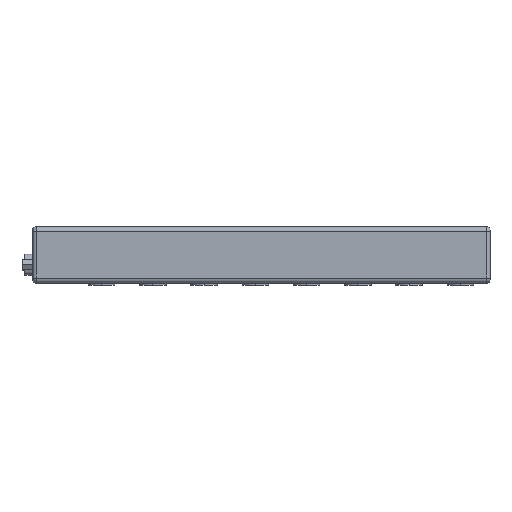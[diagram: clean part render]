
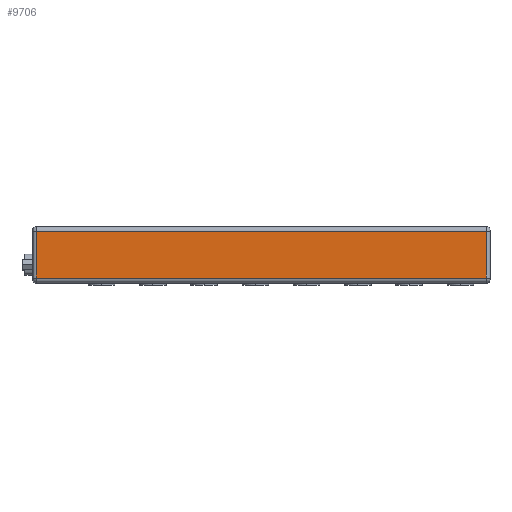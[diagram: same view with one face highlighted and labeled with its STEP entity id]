
A CAD part, top view. The second image highlights one B-rep face of the part: STEP entity #9706.
In plain terms, the highlighted planar face has unit normal (0, 0, 1).
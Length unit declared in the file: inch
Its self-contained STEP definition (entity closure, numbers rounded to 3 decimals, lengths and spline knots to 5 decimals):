
#659 = ORIENTED_EDGE ( 'NONE', *, *, #9593, .F. ) ;
#667 = CARTESIAN_POINT ( 'NONE',  ( 8.084, 0.91, 0. ) ) ;
#1004 = CARTESIAN_POINT ( 'NONE',  ( 8.0215, 0.09, 0. ) ) ;
#1061 = LINE ( 'NONE', #2230, #9105 ) ;
#1549 = VECTOR ( 'NONE', #10376, 39.37008 ) ;
#1843 = ORIENTED_EDGE ( 'NONE', *, *, #8550, .T. ) ;
#1895 = CARTESIAN_POINT ( 'NONE',  ( 0.0625, 0.09, 0. ) ) ;
#2230 = CARTESIAN_POINT ( 'NONE',  ( 0.0625, 0.09, 0. ) ) ;
#3141 = DIRECTION ( 'NONE',  ( -1., 0., 0. ) ) ;
#3518 = LINE ( 'NONE', #667, #5470 ) ;
#3858 = FACE_OUTER_BOUND ( 'NONE', #8396, .T. ) ;
#4424 = VECTOR ( 'NONE', #4924, 39.37008 ) ;
#4748 = ORIENTED_EDGE ( 'NONE', *, *, #8651, .T. ) ;
#4835 = VERTEX_POINT ( 'NONE', #6338 ) ;
#4924 = DIRECTION ( 'NONE',  ( 0., 1., 0. ) ) ;
#4942 = AXIS2_PLACEMENT_3D ( 'NONE', #6444, #8081, #8119 ) ;
#5370 = CARTESIAN_POINT ( 'NONE',  ( 8.084, 0.09, 0. ) ) ;
#5470 = VECTOR ( 'NONE', #3141, 39.37008 ) ;
#5951 = LINE ( 'NONE', #5370, #1549 ) ;
#6338 = CARTESIAN_POINT ( 'NONE',  ( 8.0215, 0.91, 0. ) ) ;
#6382 = DIRECTION ( 'NONE',  ( 0., -1., 0. ) ) ;
#6444 = CARTESIAN_POINT ( 'NONE',  ( 8.084, 0.09, 0. ) ) ;
#6562 = EDGE_CURVE ( 'NONE', #8711, #6915, #1061, .T. ) ;
#6644 = CARTESIAN_POINT ( 'NONE',  ( 0.0625, 0.91, 0. ) ) ;
#6915 = VERTEX_POINT ( 'NONE', #1895 ) ;
#7194 = VERTEX_POINT ( 'NONE', #1004 ) ;
#7277 = PLANE ( 'NONE',  #4942 ) ;
#7299 = ORIENTED_EDGE ( 'NONE', *, *, #6562, .T. ) ;
#8081 = DIRECTION ( 'NONE',  ( 0., 0., -1. ) ) ;
#8119 = DIRECTION ( 'NONE',  ( -1., 0., 0. ) ) ;
#8347 = LINE ( 'NONE', #9878, #4424 ) ;
#8396 = EDGE_LOOP ( 'NONE', ( #659, #4748, #1843, #7299 ) ) ;
#8550 = EDGE_CURVE ( 'NONE', #4835, #8711, #3518, .T. ) ;
#8651 = EDGE_CURVE ( 'NONE', #7194, #4835, #8347, .T. ) ;
#8711 = VERTEX_POINT ( 'NONE', #6644 ) ;
#9105 = VECTOR ( 'NONE', #6382, 39.37008 ) ;
#9593 = EDGE_CURVE ( 'NONE', #7194, #6915, #5951, .T. ) ;
#9706 = ADVANCED_FACE ( 'NONE', ( #3858 ), #7277, .F. ) ;
#9878 = CARTESIAN_POINT ( 'NONE',  ( 8.0215, 0.91, 0. ) ) ;
#10376 = DIRECTION ( 'NONE',  ( -1., 0., 0. ) ) ;
